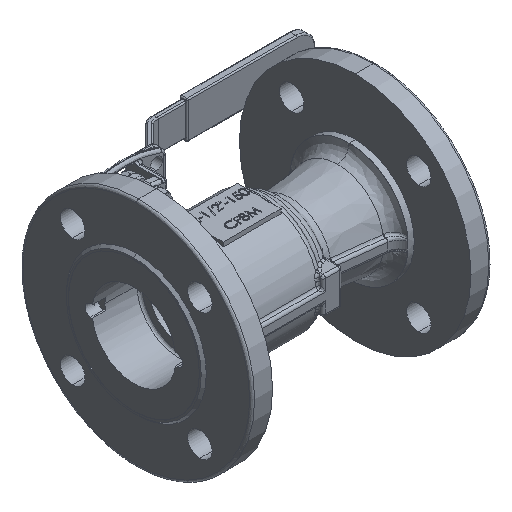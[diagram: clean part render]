
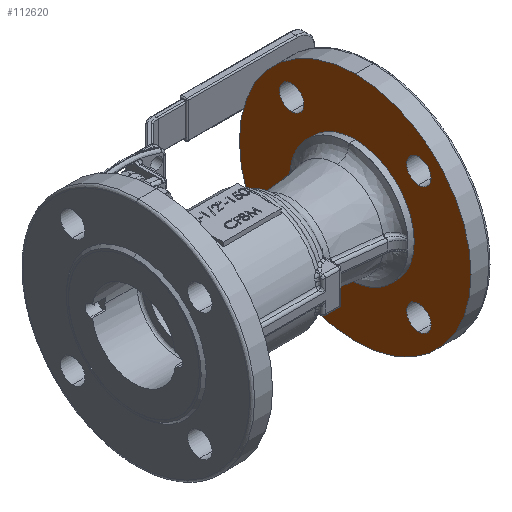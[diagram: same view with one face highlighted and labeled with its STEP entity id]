
A CAD part, isometric view. The second image highlights one B-rep face of the part: STEP entity #112620.
In plain terms, the highlighted planar face has unit normal (-1, 0, 0).
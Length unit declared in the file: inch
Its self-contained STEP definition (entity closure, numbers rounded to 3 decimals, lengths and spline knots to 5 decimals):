
#1303 = CARTESIAN_POINT ( 'NONE',  ( 3.82283, 0., 0. ) ) ;
#3692 = EDGE_LOOP ( 'NONE', ( #94162, #109878 ) ) ;
#8221 = AXIS2_PLACEMENT_3D ( 'NONE', #78224, #235019, #34639 ) ;
#8976 = CARTESIAN_POINT ( 'NONE',  ( 3.82283, 0., 3.54331 ) ) ;
#9826 = AXIS2_PLACEMENT_3D ( 'NONE', #178971, #25021, #267505 ) ;
#9955 = CIRCLE ( 'NONE', #255768, 0.37402 ) ;
#10015 = CIRCLE ( 'NONE', #135209, 1.80709 ) ;
#10940 = CARTESIAN_POINT ( 'NONE',  ( 3.82283, 0., -3.54331 ) ) ;
#13269 = EDGE_CURVE ( 'NONE', #21565, #278872, #83128, .T. ) ;
#14178 = AXIS2_PLACEMENT_3D ( 'NONE', #198851, #171369, #194571 ) ;
#15400 = CARTESIAN_POINT ( 'NONE',  ( 3.82283, 1.94454, -1.94454 ) ) ;
#20373 = DIRECTION ( 'NONE',  ( 1., 0., 0. ) ) ;
#21340 = DIRECTION ( 'NONE',  ( 0., 0., -1. ) ) ;
#21565 = VERTEX_POINT ( 'NONE', #8976 ) ;
#22460 = DIRECTION ( 'NONE',  ( -1., 0., 0. ) ) ;
#23869 = AXIS2_PLACEMENT_3D ( 'NONE', #188934, #134266, #23898 ) ;
#23898 = DIRECTION ( 'NONE',  ( 0., 0., -1. ) ) ;
#25021 = DIRECTION ( 'NONE',  ( -1., 0., 0. ) ) ;
#29265 = DIRECTION ( 'NONE',  ( 1., 0., 0. ) ) ;
#31204 = DIRECTION ( 'NONE',  ( 1., 0., 0. ) ) ;
#33408 = DIRECTION ( 'NONE',  ( 1., 0., 0. ) ) ;
#34639 = DIRECTION ( 'NONE',  ( 0., 0., -1. ) ) ;
#37117 = FACE_BOUND ( 'NONE', #205605, .T. ) ;
#37879 = CARTESIAN_POINT ( 'NONE',  ( 3.82283, -1.94454, 1.94454 ) ) ;
#42644 = CIRCLE ( 'NONE', #149433, 1.80709 ) ;
#47114 = PLANE ( 'NONE',  #241915 ) ;
#49522 = EDGE_LOOP ( 'NONE', ( #193471, #133380 ) ) ;
#54112 = VERTEX_POINT ( 'NONE', #71368 ) ;
#63700 = AXIS2_PLACEMENT_3D ( 'NONE', #15400, #195395, #176450 ) ;
#66343 = VERTEX_POINT ( 'NONE', #197668 ) ;
#71368 = CARTESIAN_POINT ( 'NONE',  ( 3.82283, -1.94454, -1.57053 ) ) ;
#71775 = FACE_BOUND ( 'NONE', #229546, .T. ) ;
#77260 = CARTESIAN_POINT ( 'NONE',  ( 3.82283, -1.94454, 2.31856 ) ) ;
#78224 = CARTESIAN_POINT ( 'NONE',  ( 3.82283, 1.94454, 1.94454 ) ) ;
#79872 = CIRCLE ( 'NONE', #88972, 0.37402 ) ;
#80186 = CIRCLE ( 'NONE', #131169, 0.37402 ) ;
#80802 = CARTESIAN_POINT ( 'NONE',  ( 3.82283, 1.94454, -1.57053 ) ) ;
#83128 = CIRCLE ( 'NONE', #194453, 3.54331 ) ;
#84901 = EDGE_CURVE ( 'NONE', #54112, #269222, #79872, .T. ) ;
#88972 = AXIS2_PLACEMENT_3D ( 'NONE', #117736, #33408, #164167 ) ;
#90690 = FACE_OUTER_BOUND ( 'NONE', #3692, .T. ) ;
#94162 = ORIENTED_EDGE ( 'NONE', *, *, #200533, .T. ) ;
#99228 = EDGE_CURVE ( 'NONE', #230205, #117402, #9955, .T. ) ;
#100801 = CARTESIAN_POINT ( 'NONE',  ( 3.82283, 0., -1.80709 ) ) ;
#106670 = CARTESIAN_POINT ( 'NONE',  ( 3.82283, -1.94454, 1.57053 ) ) ;
#109011 = VERTEX_POINT ( 'NONE', #262065 ) ;
#109878 = ORIENTED_EDGE ( 'NONE', *, *, #13269, .T. ) ;
#111580 = ORIENTED_EDGE ( 'NONE', *, *, #203271, .T. ) ;
#112620 = ADVANCED_FACE ( 'NONE', ( #147518, #236055, #37117, #125720, #71775, #90690 ), #47114, .T. ) ;
#116570 = CIRCLE ( 'NONE', #9826, 3.54331 ) ;
#117402 = VERTEX_POINT ( 'NONE', #236679 ) ;
#117736 = CARTESIAN_POINT ( 'NONE',  ( 3.82283, -1.94454, -1.94454 ) ) ;
#120689 = DIRECTION ( 'NONE',  ( 0., 0., -1. ) ) ;
#121701 = EDGE_LOOP ( 'NONE', ( #135257, #111580 ) ) ;
#123228 = VERTEX_POINT ( 'NONE', #77260 ) ;
#125507 = CARTESIAN_POINT ( 'NONE',  ( 3.82283, 0., 0. ) ) ;
#125720 = FACE_BOUND ( 'NONE', #273873, .T. ) ;
#126476 = DIRECTION ( 'NONE',  ( 0., 0., -1. ) ) ;
#128573 = CARTESIAN_POINT ( 'NONE',  ( 3.82283, 0., 0. ) ) ;
#131169 = AXIS2_PLACEMENT_3D ( 'NONE', #37879, #20373, #126476 ) ;
#133380 = ORIENTED_EDGE ( 'NONE', *, *, #84901, .T. ) ;
#134266 = DIRECTION ( 'NONE',  ( 1., 0., 0. ) ) ;
#135209 = AXIS2_PLACEMENT_3D ( 'NONE', #128573, #240330, #264957 ) ;
#135257 = ORIENTED_EDGE ( 'NONE', *, *, #217125, .T. ) ;
#138993 = EDGE_CURVE ( 'NONE', #123228, #198466, #139413, .T. ) ;
#139413 = CIRCLE ( 'NONE', #14178, 0.37402 ) ;
#139643 = CARTESIAN_POINT ( 'NONE',  ( 3.82283, 1.94454, 1.94454 ) ) ;
#146162 = CARTESIAN_POINT ( 'NONE',  ( 3.82283, 1.94454, 1.57053 ) ) ;
#147518 = FACE_BOUND ( 'NONE', #121701, .T. ) ;
#149433 = AXIS2_PLACEMENT_3D ( 'NONE', #125507, #31204, #186589 ) ;
#154073 = ORIENTED_EDGE ( 'NONE', *, *, #285013, .T. ) ;
#157013 = CIRCLE ( 'NONE', #194122, 0.37402 ) ;
#160381 = CARTESIAN_POINT ( 'NONE',  ( 3.82283, 6.48775, 0. ) ) ;
#164167 = DIRECTION ( 'NONE',  ( 0., 0., -1. ) ) ;
#170257 = ORIENTED_EDGE ( 'NONE', *, *, #203078, .T. ) ;
#171369 = DIRECTION ( 'NONE',  ( 1., 0., 0. ) ) ;
#176450 = DIRECTION ( 'NONE',  ( 0., 0., -1. ) ) ;
#178971 = CARTESIAN_POINT ( 'NONE',  ( 3.82283, 0., 0. ) ) ;
#180569 = ORIENTED_EDGE ( 'NONE', *, *, #204880, .T. ) ;
#186589 = DIRECTION ( 'NONE',  ( 0., 0., 1. ) ) ;
#188934 = CARTESIAN_POINT ( 'NONE',  ( 3.82283, 1.94454, -1.94454 ) ) ;
#193471 = ORIENTED_EDGE ( 'NONE', *, *, #227692, .T. ) ;
#193475 = DIRECTION ( 'NONE',  ( 0., 0., -1. ) ) ;
#194122 = AXIS2_PLACEMENT_3D ( 'NONE', #220290, #285602, #21340 ) ;
#194453 = AXIS2_PLACEMENT_3D ( 'NONE', #1303, #200256, #193475 ) ;
#194571 = DIRECTION ( 'NONE',  ( 0., 0., -1. ) ) ;
#195395 = DIRECTION ( 'NONE',  ( 1., 0., 0. ) ) ;
#197668 = CARTESIAN_POINT ( 'NONE',  ( 3.82283, 1.94454, -2.31856 ) ) ;
#198466 = VERTEX_POINT ( 'NONE', #106670 ) ;
#198851 = CARTESIAN_POINT ( 'NONE',  ( 3.82283, -1.94454, 1.94454 ) ) ;
#200256 = DIRECTION ( 'NONE',  ( -1., 0., 0. ) ) ;
#200533 = EDGE_CURVE ( 'NONE', #278872, #21565, #116570, .T. ) ;
#203078 = EDGE_CURVE ( 'NONE', #219832, #109011, #10015, .T. ) ;
#203271 = EDGE_CURVE ( 'NONE', #248450, #66343, #209446, .T. ) ;
#204880 = EDGE_CURVE ( 'NONE', #117402, #230205, #286518, .T. ) ;
#205605 = EDGE_LOOP ( 'NONE', ( #154073, #242281 ) ) ;
#209446 = CIRCLE ( 'NONE', #23869, 0.37402 ) ;
#209865 = ORIENTED_EDGE ( 'NONE', *, *, #99228, .T. ) ;
#212153 = CIRCLE ( 'NONE', #63700, 0.37402 ) ;
#217125 = EDGE_CURVE ( 'NONE', #66343, #248450, #212153, .T. ) ;
#219832 = VERTEX_POINT ( 'NONE', #100801 ) ;
#220290 = CARTESIAN_POINT ( 'NONE',  ( 3.82283, -1.94454, -1.94454 ) ) ;
#227692 = EDGE_CURVE ( 'NONE', #269222, #54112, #157013, .T. ) ;
#229070 = ORIENTED_EDGE ( 'NONE', *, *, #276694, .T. ) ;
#229546 = EDGE_LOOP ( 'NONE', ( #229070, #170257 ) ) ;
#230205 = VERTEX_POINT ( 'NONE', #146162 ) ;
#235019 = DIRECTION ( 'NONE',  ( 1., 0., 0. ) ) ;
#236055 = FACE_BOUND ( 'NONE', #49522, .T. ) ;
#236679 = CARTESIAN_POINT ( 'NONE',  ( 3.82283, 1.94454, 2.31856 ) ) ;
#240330 = DIRECTION ( 'NONE',  ( 1., 0., 0. ) ) ;
#241915 = AXIS2_PLACEMENT_3D ( 'NONE', #160381, #22460, #270695 ) ;
#242281 = ORIENTED_EDGE ( 'NONE', *, *, #138993, .T. ) ;
#248450 = VERTEX_POINT ( 'NONE', #80802 ) ;
#253362 = CARTESIAN_POINT ( 'NONE',  ( 3.82283, -1.94454, -2.31856 ) ) ;
#255768 = AXIS2_PLACEMENT_3D ( 'NONE', #139643, #29265, #120689 ) ;
#262065 = CARTESIAN_POINT ( 'NONE',  ( 3.82283, 0., 1.80709 ) ) ;
#264957 = DIRECTION ( 'NONE',  ( 0., 0., 1. ) ) ;
#267505 = DIRECTION ( 'NONE',  ( 0., 0., -1. ) ) ;
#269222 = VERTEX_POINT ( 'NONE', #253362 ) ;
#270695 = DIRECTION ( 'NONE',  ( 0., 0., 1. ) ) ;
#273873 = EDGE_LOOP ( 'NONE', ( #209865, #180569 ) ) ;
#276694 = EDGE_CURVE ( 'NONE', #109011, #219832, #42644, .T. ) ;
#278872 = VERTEX_POINT ( 'NONE', #10940 ) ;
#285013 = EDGE_CURVE ( 'NONE', #198466, #123228, #80186, .T. ) ;
#285602 = DIRECTION ( 'NONE',  ( 1., 0., 0. ) ) ;
#286518 = CIRCLE ( 'NONE', #8221, 0.37402 ) ;
